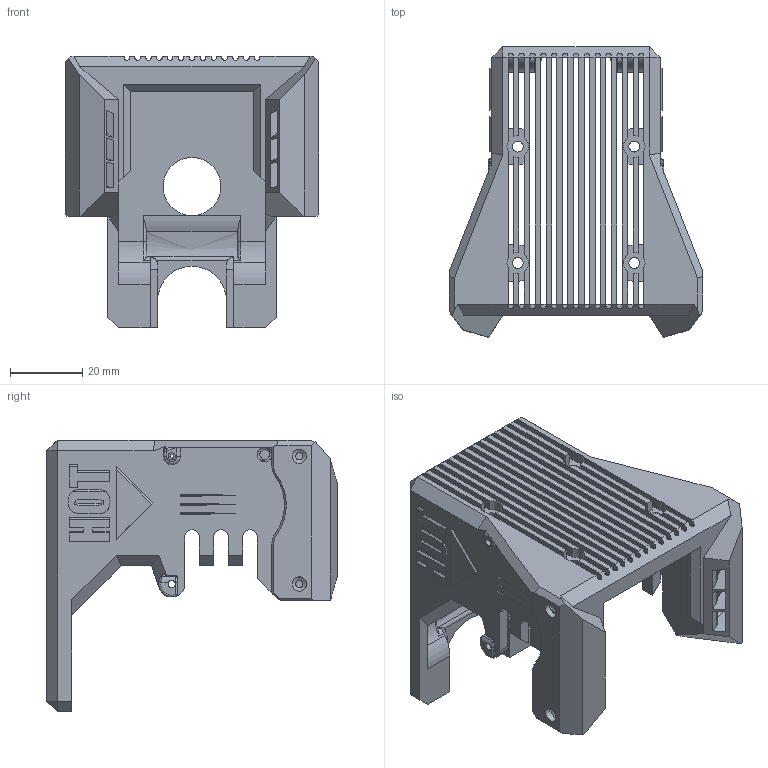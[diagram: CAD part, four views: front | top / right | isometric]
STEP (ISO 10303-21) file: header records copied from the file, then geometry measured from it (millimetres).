
FILE_DESCRIPTION(/* description */ (''),/* implementation_level */ '2;1');
FILE_NAME(/* name */ '1.step',/* time_stamp */ '2019-08-14T22:13:59+03:00',/* author */ (''),/* organization */ (''),/* preprocessor_version */ 'ST-DEVELOPER v18',/* originating_system */ 'Autodesk Translation Framework v8.2.0.1029',/* authorisation */ '');
FILE_SCHEMA (('AUTOMOTIVE_DESIGN { 1 0 10303 214 3 1 1 }'));
Length unit declared in the file: millimetre
Products named in the file (1): Twin fan combined cover
Bounding box: 69.98 x 80.18 x 75 mm (x, y, z)
Volume: 38433.1 mm3; surface area: 36292.2 mm2
Topology: 1 solids, 1 shells, 731 faces, 2191 edges, 1430 vertices
Faces by surface type: plane 418, cylinder 175, bspline 90, torus 37, cone 11
Full cylindrical faces by diameter (mm): 1 x2, 2 x12, 3 x4, 4 x4, 16 x1
Entity records: 27269 total; most frequent: CARTESIAN_POINT 7765, ORIENTED_EDGE 4376, DIRECTION 3673, EDGE_CURVE 2188, LINE 1479, VECTOR 1479, VERTEX_POINT 1430, AXIS2_PLACEMENT_3D 1097
